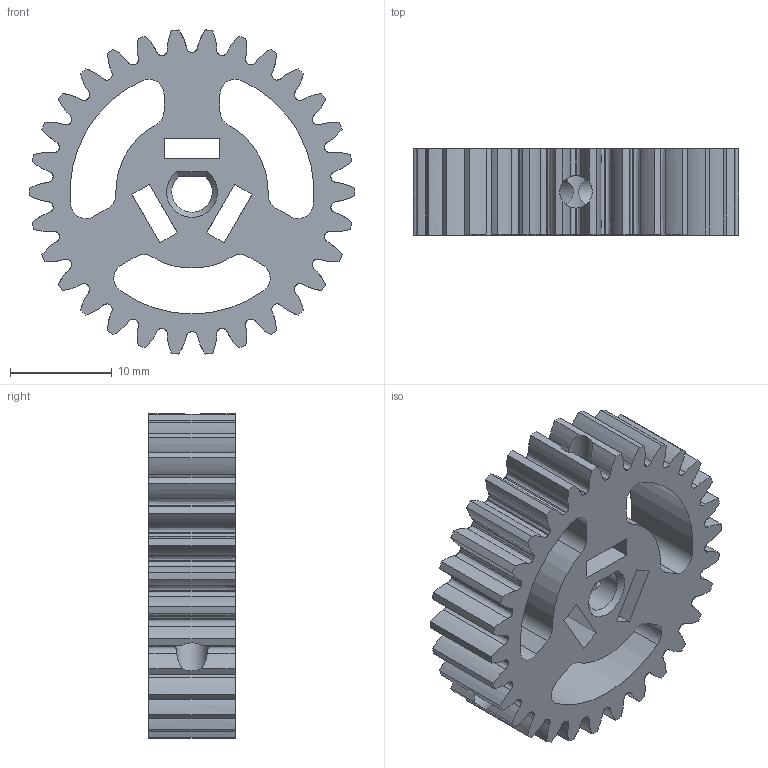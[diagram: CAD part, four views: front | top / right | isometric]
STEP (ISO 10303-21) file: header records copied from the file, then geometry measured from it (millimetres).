
FILE_DESCRIPTION(('STEP AP203'), '1');
FILE_NAME('???????????2', '', ('UNSPECIFIED'), ('UNSPECIFIED'), 'C3D Converter', 'C3D Toolkit', '');
FILE_SCHEMA(('CONFIG_CONTROL_DESIGN'));
Length unit declared in the file: millimetre
Bounding box: 32 x 8.5 x 31.89 mm (x, y, z)
Volume: 3663.8 mm3; surface area: 4114.6 mm2
Topology: 1 solids, 1 shells, 246 faces, 740 edges, 492 vertices
Faces by surface type: extrusion 132, cylinder 88, plane 24, cone 2
Full cylindrical faces by diameter (mm): 3.2 x6
Entity records: 14206 total; most frequent: CARTESIAN_POINT 7893, ORIENTED_EDGE 1468, DIRECTION 976, EDGE_CURVE 734, VERTEX_POINT 492, B_SPLINE_CURVE_WITH_KNOTS 420, VECTOR 410, AXIS2_PLACEMENT_3D 283
